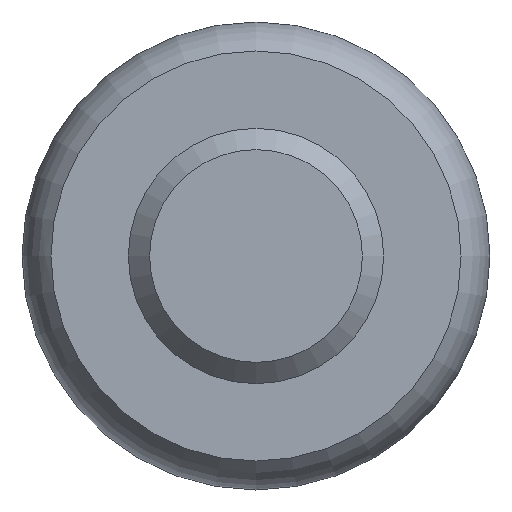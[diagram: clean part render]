
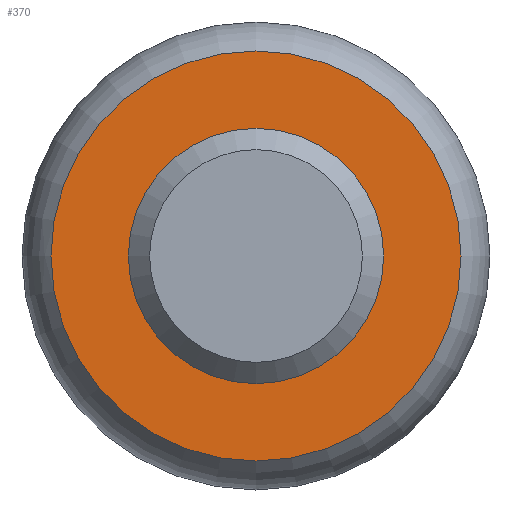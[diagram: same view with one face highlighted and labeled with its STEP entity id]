
A CAD part, front view. The second image highlights one B-rep face of the part: STEP entity #370.
In plain terms, the highlighted planar face has unit normal (0, -1, 0).
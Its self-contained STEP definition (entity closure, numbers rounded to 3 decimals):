
#80=FACE_BOUND('',#113,.T.);
#87=FACE_OUTER_BOUND('',#112,.T.);
#112=EDGE_LOOP('',(#255));
#113=EDGE_LOOP('',(#256));
#137=CIRCLE('',#415,1.5);
#138=CIRCLE('',#417,2.41);
#162=VERTEX_POINT('',#588);
#163=VERTEX_POINT('',#591);
#199=EDGE_CURVE('',#162,#162,#137,.T.);
#200=EDGE_CURVE('',#163,#163,#138,.T.);
#255=ORIENTED_EDGE('',*,*,#200,.T.);
#256=ORIENTED_EDGE('',*,*,#199,.F.);
#357=PLANE('',#416);
#370=ADVANCED_FACE('',(#87,#80),#357,.T.);
#415=AXIS2_PLACEMENT_3D('',#589,#470,#471);
#416=AXIS2_PLACEMENT_3D('',#590,#472,#473);
#417=AXIS2_PLACEMENT_3D('',#592,#474,#475);
#470=DIRECTION('center_axis',(0.,-1.,0.));
#471=DIRECTION('ref_axis',(1.,0.,0.));
#472=DIRECTION('center_axis',(0.,-1.,0.));
#473=DIRECTION('ref_axis',(-1.,0.,0.));
#474=DIRECTION('center_axis',(0.,-1.,0.));
#475=DIRECTION('ref_axis',(1.,0.,0.));
#588=CARTESIAN_POINT('',(-1.5,0.,0.));
#589=CARTESIAN_POINT('Origin',(0.,0.,0.));
#590=CARTESIAN_POINT('Origin',(0.,0.,0.));
#591=CARTESIAN_POINT('',(-2.41,0.,0.));
#592=CARTESIAN_POINT('Origin',(0.,0.,0.));
